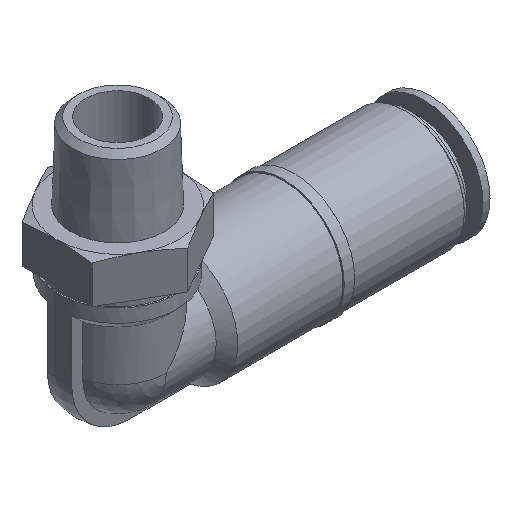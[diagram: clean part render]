
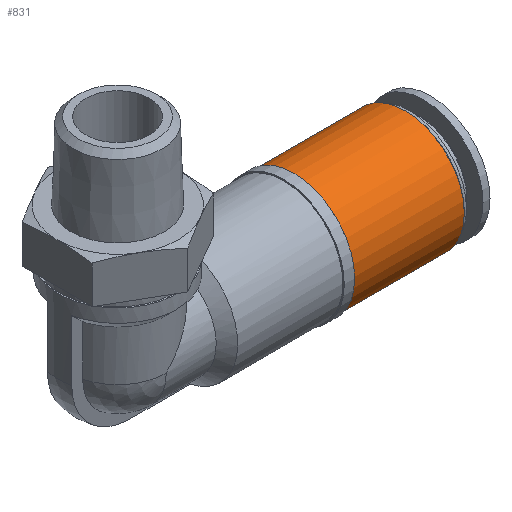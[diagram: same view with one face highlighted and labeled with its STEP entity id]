
A CAD part, isometric view. The second image highlights one B-rep face of the part: STEP entity #831.
In plain terms, the highlighted cylindrical face has radius 8.55 mm (diameter 17.1 mm), a full revolution.
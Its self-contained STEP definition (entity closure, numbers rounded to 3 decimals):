
#74=CYLINDRICAL_SURFACE('',#929,8.55);
#101=CIRCLE('',#928,8.55);
#102=CIRCLE('',#930,8.55);
#209=ORIENTED_EDGE('',*,*,#415,.F.);
#210=ORIENTED_EDGE('',*,*,#414,.T.);
#414=EDGE_CURVE('',#513,#513,#101,.T.);
#415=EDGE_CURVE('',#514,#514,#102,.T.);
#513=VERTEX_POINT('',#1421);
#514=VERTEX_POINT('',#1424);
#638=EDGE_LOOP('',(#209));
#639=EDGE_LOOP('',(#210));
#726=FACE_BOUND('',#638,.T.);
#727=FACE_BOUND('',#639,.T.);
#831=ADVANCED_FACE('',(#726,#727),#74,.T.);
#928=AXIS2_PLACEMENT_3D('',#1420,#1113,#1114);
#929=AXIS2_PLACEMENT_3D('',#1422,#1115,#1116);
#930=AXIS2_PLACEMENT_3D('',#1423,#1117,#1118);
#1113=DIRECTION('',(1.,0.,0.));
#1114=DIRECTION('',(0.,0.,-1.));
#1115=DIRECTION('',(1.,0.,0.));
#1116=DIRECTION('',(0.,0.,-1.));
#1117=DIRECTION('',(1.,0.,0.));
#1118=DIRECTION('',(0.,0.,-1.));
#1420=CARTESIAN_POINT('',(25.4,0.,0.));
#1421=CARTESIAN_POINT('',(25.4,0.,-8.55));
#1422=CARTESIAN_POINT('',(45.6,0.,0.));
#1423=CARTESIAN_POINT('',(41.4,0.,0.));
#1424=CARTESIAN_POINT('',(41.4,0.,-8.55));
